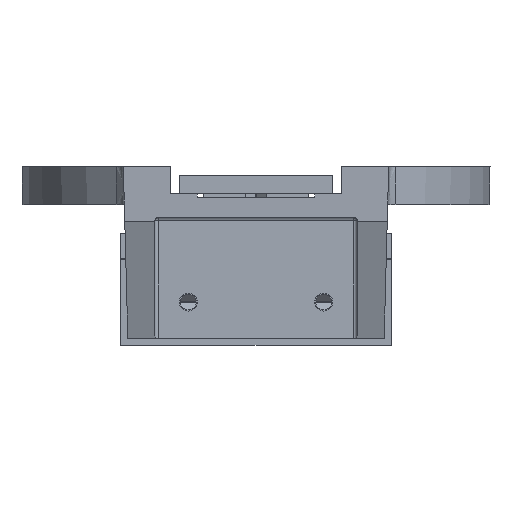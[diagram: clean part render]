
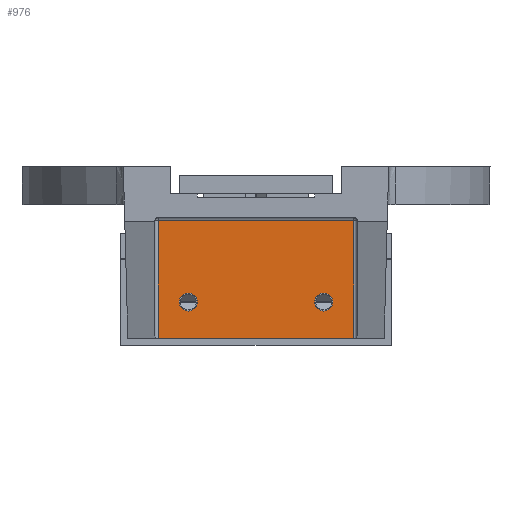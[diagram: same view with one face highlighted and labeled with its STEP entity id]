
A CAD part, left-side view. The second image highlights one B-rep face of the part: STEP entity #976.
In plain terms, the highlighted planar face has unit normal (-1, 0, 0).
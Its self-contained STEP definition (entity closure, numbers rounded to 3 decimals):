
#976=ADVANCED_FACE('',(#1840,#1841,#1842),#1156,.F.);
#1156=PLANE('',#4241);
#1414=LINE('',#6284,#1712);
#1422=LINE('',#6308,#1720);
#1423=LINE('',#6311,#1721);
#1424=LINE('',#6312,#1722);
#1712=VECTOR('',#4888,1.);
#1720=VECTOR('',#4912,1.);
#1721=VECTOR('',#4913,1.);
#1722=VECTOR('',#4914,1.);
#1840=FACE_BOUND('',#2037,.T.);
#1841=FACE_BOUND('',#2038,.T.);
#1842=FACE_BOUND('',#2039,.T.);
#2037=EDGE_LOOP('',(#2669));
#2038=EDGE_LOOP('',(#2670));
#2039=EDGE_LOOP('',(#2671,#2672,#2673,#2674));
#2669=ORIENTED_EDGE('',*,*,#3785,.F.);
#2670=ORIENTED_EDGE('',*,*,#3786,.T.);
#2671=ORIENTED_EDGE('',*,*,#3787,.T.);
#2672=ORIENTED_EDGE('',*,*,#3788,.T.);
#2673=ORIENTED_EDGE('',*,*,#3775,.T.);
#2674=ORIENTED_EDGE('',*,*,#3789,.T.);
#3373=VERTEX_POINT('',#6283);
#3374=VERTEX_POINT('',#6285);
#3380=VERTEX_POINT('',#6305);
#3381=VERTEX_POINT('',#6307);
#3382=VERTEX_POINT('',#6309);
#3383=VERTEX_POINT('',#6310);
#3775=EDGE_CURVE('',#3374,#3373,#1414,.T.);
#3785=EDGE_CURVE('',#3380,#3380,#4026,.T.);
#3786=EDGE_CURVE('',#3381,#3381,#4027,.T.);
#3787=EDGE_CURVE('',#3382,#3383,#1422,.T.);
#3788=EDGE_CURVE('',#3383,#3374,#1423,.T.);
#3789=EDGE_CURVE('',#3373,#3382,#1424,.T.);
#4026=CIRCLE('',#4239,5.);
#4027=CIRCLE('',#4240,5.);
#4239=AXIS2_PLACEMENT_3D('',#6304,#4908,#4909);
#4240=AXIS2_PLACEMENT_3D('',#6306,#4910,#4911);
#4241=AXIS2_PLACEMENT_3D('',#6313,#4915,#4916);
#4888=DIRECTION('',(0.,-1.,0.));
#4908=DIRECTION('',(-1.,0.,0.));
#4909=DIRECTION('',(0.,0.,-1.));
#4910=DIRECTION('',(1.,0.,0.));
#4911=DIRECTION('',(0.,0.,-1.));
#4912=DIRECTION('',(0.,1.,0.));
#4913=DIRECTION('',(0.,0.,-1.));
#4914=DIRECTION('',(0.,0.,1.));
#4915=DIRECTION('',(1.,0.,0.));
#4916=DIRECTION('',(0.,0.,-1.));
#6283=CARTESIAN_POINT('',(17.5,36.,-103.675));
#6284=CARTESIAN_POINT('',(17.5,163.5,-103.675));
#6285=CARTESIAN_POINT('',(17.5,144.,-103.675));
#6304=CARTESIAN_POINT('',(17.5,127.5,-83.675));
#6305=CARTESIAN_POINT('',(17.5,127.5,-88.675));
#6306=CARTESIAN_POINT('',(17.5,52.5,-83.675));
#6307=CARTESIAN_POINT('',(17.5,52.5,-88.675));
#6308=CARTESIAN_POINT('',(17.5,146.,-38.675));
#6309=CARTESIAN_POINT('',(17.5,36.,-38.675));
#6310=CARTESIAN_POINT('',(17.5,144.,-38.675));
#6311=CARTESIAN_POINT('',(17.5,144.,-103.675));
#6312=CARTESIAN_POINT('',(17.5,36.,-38.675));
#6313=CARTESIAN_POINT('',(17.5,146.,-126.675));
